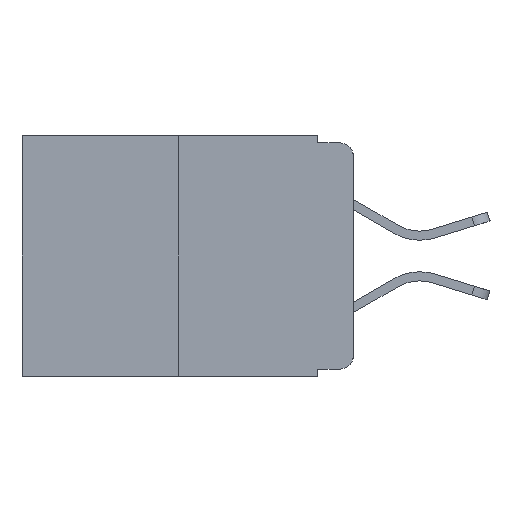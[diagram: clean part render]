
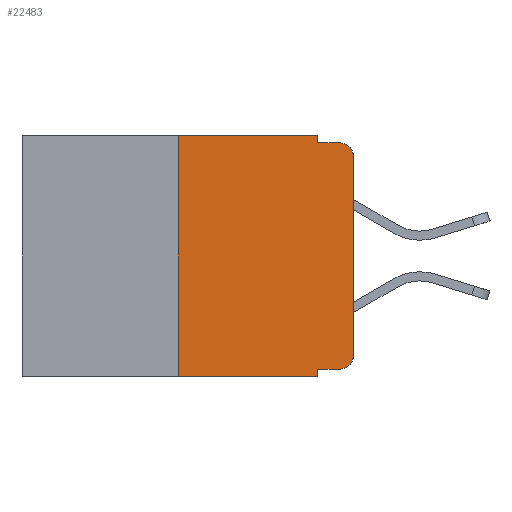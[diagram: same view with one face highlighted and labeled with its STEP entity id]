
A CAD part, left-side view. The second image highlights one B-rep face of the part: STEP entity #22483.
In plain terms, the highlighted planar face has unit normal (-1, 0, 0).
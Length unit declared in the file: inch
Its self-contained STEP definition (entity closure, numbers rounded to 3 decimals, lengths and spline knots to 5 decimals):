
#33 = EDGE_CURVE ( 'NONE', #1296, #4474, #18120, .T. ) ;
#120 = CARTESIAN_POINT ( 'NONE',  ( 0., 0.051, 0. ) ) ;
#992 = ORIENTED_EDGE ( 'NONE', *, *, #17426, .T. ) ;
#1110 = LINE ( 'NONE', #21772, #10701 ) ;
#1296 = VERTEX_POINT ( 'NONE', #14873 ) ;
#1312 = ORIENTED_EDGE ( 'NONE', *, *, #33, .T. ) ;
#1755 = DIRECTION ( 'NONE',  ( 0., -1., 0. ) ) ;
#1768 = DIRECTION ( 'NONE',  ( 0., 0., 1. ) ) ;
#2174 = VERTEX_POINT ( 'NONE', #9352 ) ;
#2261 = DIRECTION ( 'NONE',  ( 0., -1., 0. ) ) ;
#2707 = CARTESIAN_POINT ( 'NONE',  ( 0., 0., -0.313 ) ) ;
#2809 = VERTEX_POINT ( 'NONE', #21787 ) ;
#2846 = AXIS2_PLACEMENT_3D ( 'NONE', #17288, #5854, #19148 ) ;
#2961 = VECTOR ( 'NONE', #2261, 39.37008 ) ;
#2980 = VECTOR ( 'NONE', #1755, 39.37008 ) ;
#3274 = CARTESIAN_POINT ( 'NONE',  ( 0., 0.051, -0.343 ) ) ;
#3873 = DIRECTION ( 'NONE',  ( 0., -1., 0. ) ) ;
#4003 = CARTESIAN_POINT ( 'NONE',  ( 0., 0.051, -0.333 ) ) ;
#4463 = CIRCLE ( 'NONE', #2846, 0.02 ) ;
#4474 = VERTEX_POINT ( 'NONE', #23212 ) ;
#4830 = VERTEX_POINT ( 'NONE', #7023 ) ;
#5486 = EDGE_CURVE ( 'NONE', #18151, #7982, #16980, .T. ) ;
#5854 = DIRECTION ( 'NONE',  ( -1., 0., 0. ) ) ;
#6264 = CARTESIAN_POINT ( 'NONE',  ( 0., 0.02, -0.313 ) ) ;
#6723 = CARTESIAN_POINT ( 'NONE',  ( 0., 0.051, 0. ) ) ;
#7023 = CARTESIAN_POINT ( 'NONE',  ( 0., 0.02, -0.01 ) ) ;
#7162 = CARTESIAN_POINT ( 'NONE',  ( 0., 0.473, 0. ) ) ;
#7198 = EDGE_CURVE ( 'NONE', #7982, #2174, #8582, .T. ) ;
#7863 = CARTESIAN_POINT ( 'NONE',  ( 0., 0.25, 0. ) ) ;
#7982 = VERTEX_POINT ( 'NONE', #6723 ) ;
#8230 = DIRECTION ( 'NONE',  ( 0., 0., -1. ) ) ;
#8448 = LINE ( 'NONE', #15114, #23389 ) ;
#8488 = ORIENTED_EDGE ( 'NONE', *, *, #5486, .F. ) ;
#8582 = LINE ( 'NONE', #8627, #18056 ) ;
#8627 = CARTESIAN_POINT ( 'NONE',  ( 0., 0.051, 0. ) ) ;
#9026 = EDGE_CURVE ( 'NONE', #1296, #14720, #22195, .T. ) ;
#9352 = CARTESIAN_POINT ( 'NONE',  ( 0., 0.051, -0.01 ) ) ;
#9906 = CARTESIAN_POINT ( 'NONE',  ( 0., 0., 0. ) ) ;
#10472 = EDGE_CURVE ( 'NONE', #14457, #14720, #14295, .T. ) ;
#10701 = VECTOR ( 'NONE', #12402, 39.37008 ) ;
#11117 = EDGE_CURVE ( 'NONE', #2174, #4830, #1110, .T. ) ;
#11789 = ORIENTED_EDGE ( 'NONE', *, *, #11117, .F. ) ;
#11932 = DIRECTION ( 'NONE',  ( 0., 0., 1. ) ) ;
#12021 = EDGE_LOOP ( 'NONE', ( #19967, #992, #11789, #17384, #8488, #18548, #24020, #20277, #1312, #21999 ) ) ;
#12402 = DIRECTION ( 'NONE',  ( 0., -1., 0. ) ) ;
#12484 = DIRECTION ( 'NONE',  ( 0., 0., -1. ) ) ;
#12997 = DIRECTION ( 'NONE',  ( 0., 0., -1. ) ) ;
#13717 = VECTOR ( 'NONE', #3873, 39.37008 ) ;
#14295 = LINE ( 'NONE', #15308, #13717 ) ;
#14457 = VERTEX_POINT ( 'NONE', #17585 ) ;
#14544 = VERTEX_POINT ( 'NONE', #2707 ) ;
#14720 = VERTEX_POINT ( 'NONE', #3274 ) ;
#14873 = CARTESIAN_POINT ( 'NONE',  ( 0., 0.051, -0.333 ) ) ;
#15114 = CARTESIAN_POINT ( 'NONE',  ( 0., 0.25, 0. ) ) ;
#15308 = CARTESIAN_POINT ( 'NONE',  ( 0., 0.473, -0.343 ) ) ;
#15386 = DIRECTION ( 'NONE',  ( 0., 0., -1. ) ) ;
#16156 = EDGE_CURVE ( 'NONE', #14544, #2809, #19113, .T. ) ;
#16640 = EDGE_CURVE ( 'NONE', #14457, #18151, #8448, .T. ) ;
#16980 = LINE ( 'NONE', #18852, #2980 ) ;
#17288 = CARTESIAN_POINT ( 'NONE',  ( 0., 0.02, -0.03 ) ) ;
#17307 = VECTOR ( 'NONE', #15386, 39.37008 ) ;
#17384 = ORIENTED_EDGE ( 'NONE', *, *, #7198, .F. ) ;
#17426 = EDGE_CURVE ( 'NONE', #2809, #4830, #4463, .T. ) ;
#17585 = CARTESIAN_POINT ( 'NONE',  ( 0., 0.25, -0.343 ) ) ;
#18056 = VECTOR ( 'NONE', #12484, 39.37008 ) ;
#18120 = LINE ( 'NONE', #4003, #2961 ) ;
#18151 = VERTEX_POINT ( 'NONE', #7863 ) ;
#18359 = EDGE_CURVE ( 'NONE', #4474, #14544, #23469, .T. ) ;
#18548 = ORIENTED_EDGE ( 'NONE', *, *, #16640, .F. ) ;
#18852 = CARTESIAN_POINT ( 'NONE',  ( 0., 0.473, 0. ) ) ;
#19113 = LINE ( 'NONE', #9906, #24011 ) ;
#19148 = DIRECTION ( 'NONE',  ( 0., 0., -1. ) ) ;
#19550 = DIRECTION ( 'NONE',  ( -1., 0., 0. ) ) ;
#19561 = FACE_OUTER_BOUND ( 'NONE', #12021, .T. ) ;
#19967 = ORIENTED_EDGE ( 'NONE', *, *, #16156, .T. ) ;
#20123 = PLANE ( 'NONE',  #20987 ) ;
#20277 = ORIENTED_EDGE ( 'NONE', *, *, #9026, .F. ) ;
#20987 = AXIS2_PLACEMENT_3D ( 'NONE', #7162, #24119, #12997 ) ;
#21772 = CARTESIAN_POINT ( 'NONE',  ( 0., 0.051, -0.01 ) ) ;
#21787 = CARTESIAN_POINT ( 'NONE',  ( 0., 0., -0.03 ) ) ;
#21999 = ORIENTED_EDGE ( 'NONE', *, *, #18359, .T. ) ;
#22144 = AXIS2_PLACEMENT_3D ( 'NONE', #6264, #19550, #8230 ) ;
#22195 = LINE ( 'NONE', #120, #17307 ) ;
#22483 = ADVANCED_FACE ( 'NONE', ( #19561 ), #20123, .F. ) ;
#23212 = CARTESIAN_POINT ( 'NONE',  ( 0., 0.02, -0.333 ) ) ;
#23389 = VECTOR ( 'NONE', #1768, 39.37008 ) ;
#23469 = CIRCLE ( 'NONE', #22144, 0.02 ) ;
#24011 = VECTOR ( 'NONE', #11932, 39.37008 ) ;
#24020 = ORIENTED_EDGE ( 'NONE', *, *, #10472, .T. ) ;
#24119 = DIRECTION ( 'NONE',  ( 1., 0., 0. ) ) ;
